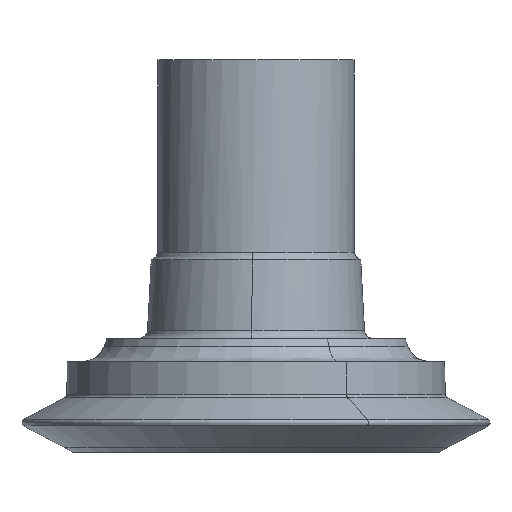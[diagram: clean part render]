
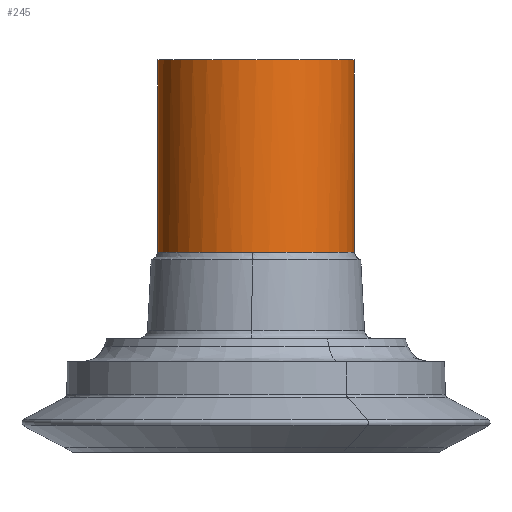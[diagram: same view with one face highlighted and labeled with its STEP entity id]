
A CAD part, front view. The second image highlights one B-rep face of the part: STEP entity #245.
In plain terms, the highlighted cylindrical face has radius 2.51 mm (diameter 5.02 mm), a partial arc.
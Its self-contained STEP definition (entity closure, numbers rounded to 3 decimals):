
#140=AXIS2_PLACEMENT_3D('Circle Axis2P3D',#138,#139,$) ;
#160=AXIS2_PLACEMENT_3D('Cylinder Axis2P3D',#157,#158,#159) ;
#193=AXIS2_PLACEMENT_3D('Circle Axis2P3D',#191,#192,$) ;
#200=AXIS2_PLACEMENT_3D('Circle Axis2P3D',#198,#199,$) ;
#138=CARTESIAN_POINT('Axis2P3D Location',(0.,0.,10.)) ;
#142=CARTESIAN_POINT('Vertex',(-2.51,0.,10.)) ;
#144=CARTESIAN_POINT('Vertex',(2.51,0.,10.)) ;
#157=CARTESIAN_POINT('Axis2P3D Location',(0.,0.,5.85)) ;
#162=CARTESIAN_POINT('Line Origine',(-2.51,0.,5.85)) ;
#166=CARTESIAN_POINT('Vertex',(-2.51,0.,5.094)) ;
#170=CARTESIAN_POINT('Control Point',(-2.51,0.,5.094)) ;
#171=CARTESIAN_POINT('Control Point',(-2.51,-0.26,5.094)) ;
#172=CARTESIAN_POINT('Control Point',(-2.476,-0.524,5.094)) ;
#173=CARTESIAN_POINT('Control Point',(-2.407,-0.787,5.094)) ;
#174=CARTESIAN_POINT('Control Point',(-2.195,-1.291,5.095)) ;
#175=CARTESIAN_POINT('Control Point',(-1.854,-1.725,5.095)) ;
#176=CARTESIAN_POINT('Control Point',(-1.654,-1.917,5.095)) ;
#177=CARTESIAN_POINT('Control Point',(-1.283,-2.187,5.094)) ;
#178=CARTESIAN_POINT('Control Point',(-0.868,-2.366,5.094)) ;
#179=CARTESIAN_POINT('Control Point',(-0.696,-2.422,5.094)) ;
#180=CARTESIAN_POINT('Control Point',(-0.495,-2.468,5.094)) ;
#181=CARTESIAN_POINT('Control Point',(-0.294,-2.493,5.095)) ;
#182=CARTESIAN_POINT('Control Point',(-0.268,-2.496,5.095)) ;
#183=CARTESIAN_POINT('Control Point',(-0.22,-2.501,5.095)) ;
#184=CARTESIAN_POINT('Control Point',(-0.171,-2.504,5.096)) ;
#185=CARTESIAN_POINT('Control Point',(-0.149,-2.506,5.096)) ;
#186=CARTESIAN_POINT('Control Point',(-0.127,-2.507,5.095)) ;
#187=CARTESIAN_POINT('Control Point',(-0.105,-2.508,5.096)) ;
#188=CARTESIAN_POINT('Vertex',(-0.105,-2.508,5.096)) ;
#191=CARTESIAN_POINT('Axis2P3D Location',(0.,0.,5.097)) ;
#195=CARTESIAN_POINT('Vertex',(-0.094,-2.508,5.097)) ;
#198=CARTESIAN_POINT('Axis2P3D Location',(0.,0.,5.097)) ;
#202=CARTESIAN_POINT('Vertex',(2.507,-0.115,5.097)) ;
#206=CARTESIAN_POINT('Control Point',(2.507,-0.115,5.097)) ;
#207=CARTESIAN_POINT('Control Point',(2.508,-0.108,5.095)) ;
#208=CARTESIAN_POINT('Control Point',(2.508,-0.101,5.094)) ;
#209=CARTESIAN_POINT('Control Point',(2.508,-0.094,5.093)) ;
#210=CARTESIAN_POINT('Vertex',(2.508,-0.094,5.093)) ;
#214=CARTESIAN_POINT('Control Point',(2.508,-0.094,5.093)) ;
#215=CARTESIAN_POINT('Control Point',(2.509,-0.08,5.091)) ;
#216=CARTESIAN_POINT('Control Point',(2.509,-0.067,5.09)) ;
#217=CARTESIAN_POINT('Control Point',(2.509,-0.053,5.089)) ;
#218=CARTESIAN_POINT('Vertex',(2.509,-0.053,5.089)) ;
#222=CARTESIAN_POINT('Control Point',(2.51,0.,5.085)) ;
#223=CARTESIAN_POINT('Control Point',(2.51,-0.018,5.086)) ;
#224=CARTESIAN_POINT('Control Point',(2.51,-0.035,5.088)) ;
#225=CARTESIAN_POINT('Control Point',(2.509,-0.053,5.089)) ;
#226=CARTESIAN_POINT('Vertex',(2.51,0.,5.085)) ;
#229=CARTESIAN_POINT('Line Origine',(2.51,0.,5.85)) ;
#139=DIRECTION('Axis2P3D Direction',(0.,0.,1.)) ;
#158=DIRECTION('Axis2P3D Direction',(0.,0.,1.)) ;
#159=DIRECTION('Axis2P3D XDirection',(-1.,0.,0.)) ;
#163=DIRECTION('Vector Direction',(0.,0.,1.)) ;
#192=DIRECTION('Axis2P3D Direction',(0.,0.,1.)) ;
#199=DIRECTION('Axis2P3D Direction',(0.,0.,1.)) ;
#230=DIRECTION('Vector Direction',(0.,0.,1.)) ;
#164=VECTOR('Line Direction',#163,1.) ;
#231=VECTOR('Line Direction',#230,1.) ;
#235=ORIENTED_EDGE('',*,*,#146,.F.) ;
#236=ORIENTED_EDGE('',*,*,#168,.T.) ;
#237=ORIENTED_EDGE('',*,*,#190,.T.) ;
#238=ORIENTED_EDGE('',*,*,#197,.F.) ;
#239=ORIENTED_EDGE('',*,*,#204,.F.) ;
#240=ORIENTED_EDGE('',*,*,#212,.T.) ;
#241=ORIENTED_EDGE('',*,*,#220,.T.) ;
#242=ORIENTED_EDGE('',*,*,#228,.F.) ;
#243=ORIENTED_EDGE('',*,*,#233,.F.) ;
#245=ADVANCED_FACE('NOCUT',(#244),#161,.T.) ;
#169=B_SPLINE_CURVE_WITH_KNOTS('',5,(#170,#171,#172,#173,#174,#175,#176,#177,#178,#179,#180,#181,#182,#183,#184,#185,#186,#187),.UNSPECIFIED.,.F.,.U.,(6,3,3,3,3,6),(0.,1.899,3.798,5.081,5.271,5.435),.UNSPECIFIED.) ;
#205=B_SPLINE_CURVE_WITH_KNOTS('',3,(#206,#207,#208,#209),.UNSPECIFIED.,.F.,.U.,(4,4),(0.,0.03),.UNSPECIFIED.) ;
#213=B_SPLINE_CURVE_WITH_KNOTS('',3,(#214,#215,#216,#217),.UNSPECIFIED.,.F.,.U.,(4,4),(0.,0.059),.UNSPECIFIED.) ;
#221=B_SPLINE_CURVE_WITH_KNOTS('',3,(#222,#223,#224,#225),.UNSPECIFIED.,.F.,.U.,(4,4),(0.,0.074),.UNSPECIFIED.) ;
#141=CIRCLE('generated circle',#140,2.51) ;
#194=CIRCLE('generated circle',#193,2.51) ;
#201=CIRCLE('generated circle',#200,2.51) ;
#161=CYLINDRICAL_SURFACE('generated cylinder',#160,2.51) ;
#146=EDGE_CURVE('',#143,#145,#141,.T.) ;
#168=EDGE_CURVE('',#143,#167,#165,.F.) ;
#190=EDGE_CURVE('',#167,#189,#169,.T.) ;
#197=EDGE_CURVE('',#196,#189,#194,.F.) ;
#204=EDGE_CURVE('',#203,#196,#201,.F.) ;
#212=EDGE_CURVE('',#203,#211,#205,.T.) ;
#220=EDGE_CURVE('',#211,#219,#213,.T.) ;
#228=EDGE_CURVE('',#227,#219,#221,.T.) ;
#233=EDGE_CURVE('',#145,#227,#232,.F.) ;
#234=EDGE_LOOP('',(#235,#236,#237,#238,#239,#240,#241,#242,#243)) ;
#244=FACE_OUTER_BOUND('',#234,.T.) ;
#165=LINE('Line',#162,#164) ;
#232=LINE('Line',#229,#231) ;
#143=VERTEX_POINT('',#142) ;
#145=VERTEX_POINT('',#144) ;
#167=VERTEX_POINT('',#166) ;
#189=VERTEX_POINT('',#188) ;
#196=VERTEX_POINT('',#195) ;
#203=VERTEX_POINT('',#202) ;
#211=VERTEX_POINT('',#210) ;
#219=VERTEX_POINT('',#218) ;
#227=VERTEX_POINT('',#226) ;
